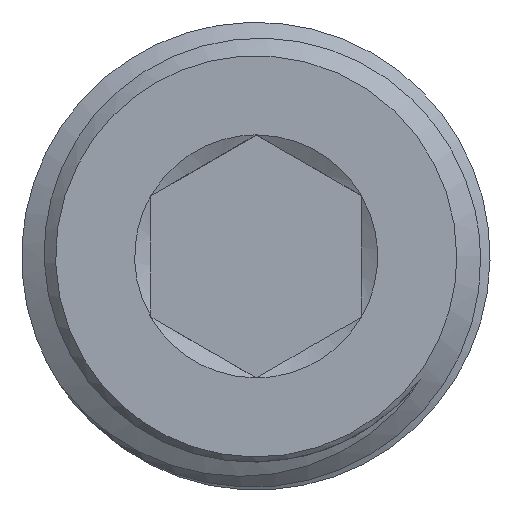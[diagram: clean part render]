
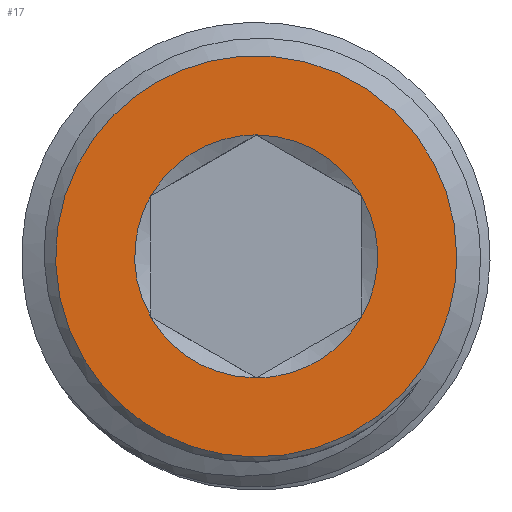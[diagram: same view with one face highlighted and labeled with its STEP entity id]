
A CAD part, top view. The second image highlights one B-rep face of the part: STEP entity #17.
In plain terms, the highlighted free-form (B-spline) face has degree [1, 1] with [2, 2] control points.
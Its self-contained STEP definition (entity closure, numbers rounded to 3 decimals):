
#17 = ADVANCED_FACE('',(#18,#32),#82,.T.);
#18 = FACE_BOUND('',#19,.T.);
#19 = EDGE_LOOP('',(#20));
#20 = ORIENTED_EDGE('',*,*,#21,.T.);
#21 = EDGE_CURVE('',#22,#22,#24,.T.);
#22 = VERTEX_POINT('',#23);
#23 = CARTESIAN_POINT('',(7.367,0.,0.));
#24 = ( BOUNDED_CURVE() B_SPLINE_CURVE(2,(#25,#26,#27,#28,#29,#30,#31),
.UNSPECIFIED.,.T.,.F.) B_SPLINE_CURVE_WITH_KNOTS((1,2,2,2,2,1),(
    -2.094,0.,2.094,4.189,6.283,
8.378),.UNSPECIFIED.) CURVE() GEOMETRIC_REPRESENTATION_ITEM() 
RATIONAL_B_SPLINE_CURVE((1.,0.5,1.,0.5,1.,0.5,1.)) REPRESENTATION_ITEM(
  '') );
#25 = CARTESIAN_POINT('',(7.367,0.,0.));
#26 = CARTESIAN_POINT('',(7.367,12.759,0.));
#27 = CARTESIAN_POINT('',(-3.683,6.38,0.));
#28 = CARTESIAN_POINT('',(-14.733,0.,0.));
#29 = CARTESIAN_POINT('',(-3.683,-6.38,0.));
#30 = CARTESIAN_POINT('',(7.367,-12.759,0.));
#31 = CARTESIAN_POINT('',(7.367,0.,0.));
#32 = FACE_BOUND('',#33,.T.);
#33 = EDGE_LOOP('',(#34,#44,#52,#60,#68,#76));
#34 = ORIENTED_EDGE('',*,*,#35,.T.);
#35 = EDGE_CURVE('',#36,#38,#40,.T.);
#36 = VERTEX_POINT('',#37);
#37 = CARTESIAN_POINT('',(3.864,2.231,0.));
#38 = VERTEX_POINT('',#39);
#39 = CARTESIAN_POINT('',(3.864,-2.231,0.));
#40 = ( BOUNDED_CURVE() B_SPLINE_CURVE(2,(#41,#42,#43),.UNSPECIFIED.,.F.
,.F.) B_SPLINE_CURVE_WITH_KNOTS((3,3),(2.618,3.665),
.PIECEWISE_BEZIER_KNOTS.) CURVE() GEOMETRIC_REPRESENTATION_ITEM() 
RATIONAL_B_SPLINE_CURVE((1.,0.866,1.)) REPRESENTATION_ITEM('') 
  );
#41 = CARTESIAN_POINT('',(3.864,2.231,0.));
#42 = CARTESIAN_POINT('',(5.152,0.,0.));
#43 = CARTESIAN_POINT('',(3.864,-2.231,0.));
#44 = ORIENTED_EDGE('',*,*,#45,.T.);
#45 = EDGE_CURVE('',#38,#46,#48,.T.);
#46 = VERTEX_POINT('',#47);
#47 = CARTESIAN_POINT('',(0.,-4.461,0.));
#48 = ( BOUNDED_CURVE() B_SPLINE_CURVE(2,(#49,#50,#51),.UNSPECIFIED.,.F.
,.F.) B_SPLINE_CURVE_WITH_KNOTS((3,3),(3.665,4.712),
.PIECEWISE_BEZIER_KNOTS.) CURVE() GEOMETRIC_REPRESENTATION_ITEM() 
RATIONAL_B_SPLINE_CURVE((1.,0.866,1.)) REPRESENTATION_ITEM('') 
  );
#49 = CARTESIAN_POINT('',(3.864,-2.231,0.));
#50 = CARTESIAN_POINT('',(2.576,-4.461,0.));
#51 = CARTESIAN_POINT('',(0.,-4.461,0.));
#52 = ORIENTED_EDGE('',*,*,#53,.T.);
#53 = EDGE_CURVE('',#46,#54,#56,.T.);
#54 = VERTEX_POINT('',#55);
#55 = CARTESIAN_POINT('',(-3.864,-2.231,0.));
#56 = ( BOUNDED_CURVE() B_SPLINE_CURVE(2,(#57,#58,#59),.UNSPECIFIED.,.F.
,.F.) B_SPLINE_CURVE_WITH_KNOTS((3,3),(4.712,5.76),
.PIECEWISE_BEZIER_KNOTS.) CURVE() GEOMETRIC_REPRESENTATION_ITEM() 
RATIONAL_B_SPLINE_CURVE((1.,0.866,1.)) REPRESENTATION_ITEM('') 
  );
#57 = CARTESIAN_POINT('',(0.,-4.461,0.));
#58 = CARTESIAN_POINT('',(-2.576,-4.461,0.));
#59 = CARTESIAN_POINT('',(-3.864,-2.231,0.));
#60 = ORIENTED_EDGE('',*,*,#61,.T.);
#61 = EDGE_CURVE('',#54,#62,#64,.T.);
#62 = VERTEX_POINT('',#63);
#63 = CARTESIAN_POINT('',(-3.864,2.231,0.));
#64 = ( BOUNDED_CURVE() B_SPLINE_CURVE(2,(#65,#66,#67),.UNSPECIFIED.,.F.
,.F.) B_SPLINE_CURVE_WITH_KNOTS((3,3),(5.76,6.807),
.PIECEWISE_BEZIER_KNOTS.) CURVE() GEOMETRIC_REPRESENTATION_ITEM() 
RATIONAL_B_SPLINE_CURVE((1.,0.866,1.)) REPRESENTATION_ITEM('') 
  );
#65 = CARTESIAN_POINT('',(-3.864,-2.231,0.));
#66 = CARTESIAN_POINT('',(-5.152,0.,0.));
#67 = CARTESIAN_POINT('',(-3.864,2.231,0.));
#68 = ORIENTED_EDGE('',*,*,#69,.T.);
#69 = EDGE_CURVE('',#62,#70,#72,.T.);
#70 = VERTEX_POINT('',#71);
#71 = CARTESIAN_POINT('',(0.,4.461,0.));
#72 = ( BOUNDED_CURVE() B_SPLINE_CURVE(2,(#73,#74,#75),.UNSPECIFIED.,.F.
,.F.) B_SPLINE_CURVE_WITH_KNOTS((3,3),(0.524,1.571),
.PIECEWISE_BEZIER_KNOTS.) CURVE() GEOMETRIC_REPRESENTATION_ITEM() 
RATIONAL_B_SPLINE_CURVE((1.,0.866,1.)) REPRESENTATION_ITEM('') 
  );
#73 = CARTESIAN_POINT('',(-3.864,2.231,0.));
#74 = CARTESIAN_POINT('',(-2.576,4.461,0.));
#75 = CARTESIAN_POINT('',(0.,4.461,0.));
#76 = ORIENTED_EDGE('',*,*,#77,.T.);
#77 = EDGE_CURVE('',#70,#36,#78,.T.);
#78 = ( BOUNDED_CURVE() B_SPLINE_CURVE(2,(#79,#80,#81),.UNSPECIFIED.,.F.
,.F.) B_SPLINE_CURVE_WITH_KNOTS((3,3),(1.571,2.618),
.PIECEWISE_BEZIER_KNOTS.) CURVE() GEOMETRIC_REPRESENTATION_ITEM() 
RATIONAL_B_SPLINE_CURVE((1.,0.866,1.)) REPRESENTATION_ITEM('') 
  );
#79 = CARTESIAN_POINT('',(0.,4.461,0.));
#80 = CARTESIAN_POINT('',(2.576,4.461,0.));
#81 = CARTESIAN_POINT('',(3.864,2.231,0.));
#82 = B_SPLINE_SURFACE_WITH_KNOTS('',1,1,(
    (#83,#84)
    ,(#85,#86
    )),.UNSPECIFIED.,.F.,.F.,.F.,(2,2),(2,2),(-9.081,9.081),(-9.081,
    9.081),.PIECEWISE_BEZIER_KNOTS.);
#83 = CARTESIAN_POINT('',(-7.367,-7.367,0.));
#84 = CARTESIAN_POINT('',(-7.367,7.367,0.));
#85 = CARTESIAN_POINT('',(7.367,-7.367,0.));
#86 = CARTESIAN_POINT('',(7.367,7.367,0.));
